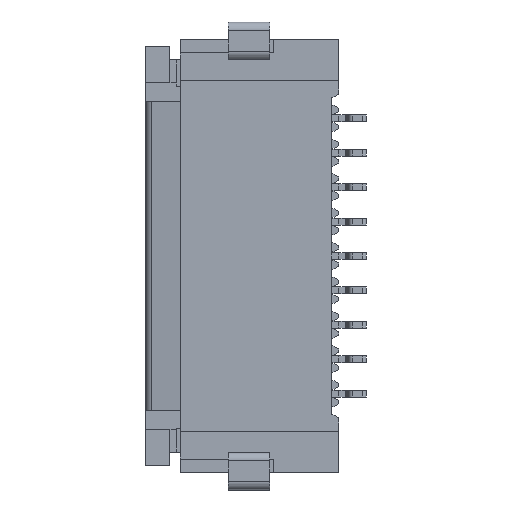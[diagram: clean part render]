
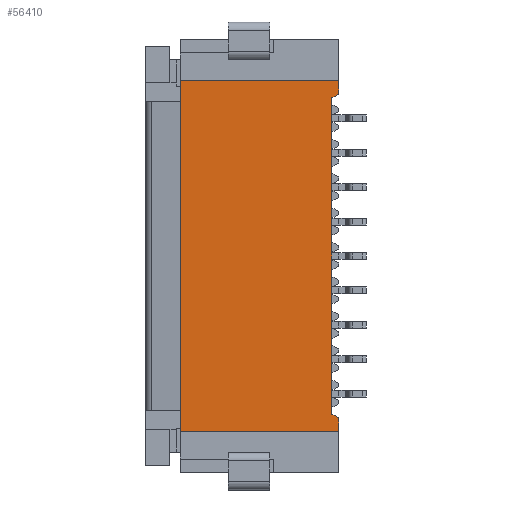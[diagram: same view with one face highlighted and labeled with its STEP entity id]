
A CAD part, left-side view. The second image highlights one B-rep face of the part: STEP entity #56410.
In plain terms, the highlighted planar face has unit normal (-1, 0, 0).
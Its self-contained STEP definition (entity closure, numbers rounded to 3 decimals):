
#31280=CARTESIAN_POINT('',(-2.015,-3.591,19.658))
;
#31290=VERTEX_POINT('',#31280);
#31320=CARTESIAN_POINT('',(-2.015,-3.591,21.105));
#31330=DIRECTION('',(0.,0.,-1.));
#31340=VECTOR('',#31330,1.);
#31350=LINE('',#31320,#31340);
#31360=CARTESIAN_POINT('',(-2.015,-3.591,20.058))
;
#31370=VERTEX_POINT('',#31360);
#31380=EDGE_CURVE('',#31370,#31290,#31350,.T.);
#35460=CARTESIAN_POINT('',(-2.015,-3.391,19.555));
#35470=VERTEX_POINT('',#35460);
#35500=CARTESIAN_POINT('',(-2.015,0.,17.817));
#35510=DIRECTION('',(0.,0.89,-0.456));
#35520=VECTOR('',#35510,1.);
#35530=LINE('',#35500,#35520);
#35540=EDGE_CURVE('',#31290,#35470,#35530,.T.);
#42050=CARTESIAN_POINT('',(-2.015,1.009,9.858));
#42060=VERTEX_POINT('',#42050);
#42090=CARTESIAN_POINT('',(-2.015,1.009,9.858));
#42100=DIRECTION('',(0.,-1.,0.));
#42110=VECTOR('',#42100,1.);
#42120=LINE('',#42090,#42110);
#42130=CARTESIAN_POINT('',(-2.015,-3.591,9.858));
#42140=VERTEX_POINT('',#42130);
#42150=EDGE_CURVE('',#42060,#42140,#42120,.T.);
#43170=CARTESIAN_POINT('',(-2.015,1.009,20.058));
#43180=DIRECTION('',(0.,-1.,0.));
#43190=VECTOR('',#43180,1.);
#43200=LINE('',#43170,#43190);
#43210=CARTESIAN_POINT('',(-2.015,1.009,20.058));
#43220=VERTEX_POINT('',#43210);
#43230=EDGE_CURVE('',#43220,#31370,#43200,.T.);
#56020=CARTESIAN_POINT('',(-2.015,-3.341,36.555));
#56030=DIRECTION('',(-1.,0.,0.));
#56040=DIRECTION('',(0.,-1.,0.));
#56050=AXIS2_PLACEMENT_3D('',#56020,#56030,#56040);
#56060=PLANE('',#56050);
#56070=CARTESIAN_POINT('',(-2.015,-3.391,31.555));
#56080=DIRECTION('',(0.,0.,-1.));
#56090=VECTOR('',#56080,1.);
#56100=LINE('',#56070,#56090);
#56110=CARTESIAN_POINT('',(-2.015,-3.391,10.36));
#56120=VERTEX_POINT('',#56110);
#56130=EDGE_CURVE('',#35470,#56120,#56100,.T.);
#56140=ORIENTED_EDGE('',*,*,#56130,.F.);
#56150=CARTESIAN_POINT('',(-2.015,0.,12.098));
#56160=DIRECTION('',(0.,-0.89,-0.456));
#56170=VECTOR('',#56160,1.);
#56180=LINE('',#56150,#56170);
#56190=CARTESIAN_POINT('',(-2.015,-3.591,10.258))
;
#56200=VERTEX_POINT('',#56190);
#56210=EDGE_CURVE('',#56120,#56200,#56180,.T.);
#56220=ORIENTED_EDGE('',*,*,#56210,.F.);
#56230=CARTESIAN_POINT('',(-2.015,-3.591,8.81));
#56240=DIRECTION('',(0.,0.,1.));
#56250=VECTOR('',#56240,1.);
#56260=LINE('',#56230,#56250);
#56270=EDGE_CURVE('',#42140,#56200,#56260,.T.);
#56280=ORIENTED_EDGE('',*,*,#56270,.T.);
#56290=ORIENTED_EDGE('',*,*,#42150,.T.);
#56300=CARTESIAN_POINT('',(-2.015,1.009,27.325));
#56310=DIRECTION('',(0.,0.,1.));
#56320=VECTOR('',#56310,1.);
#56330=LINE('',#56300,#56320);
#56340=EDGE_CURVE('',#42060,#43220,#56330,.T.);
#56350=ORIENTED_EDGE('',*,*,#56340,.F.);
#56360=ORIENTED_EDGE('',*,*,#43230,.F.);
#56370=ORIENTED_EDGE('',*,*,#31380,.F.);
#56380=ORIENTED_EDGE('',*,*,#35540,.F.);
#56390=EDGE_LOOP('',(#56380,#56370,#56360,#56350,#56290,#56280,#56220,
#56140));
#56400=FACE_OUTER_BOUND('',#56390,.T.);
#56410=ADVANCED_FACE('',(#56400),#56060,.T.);
